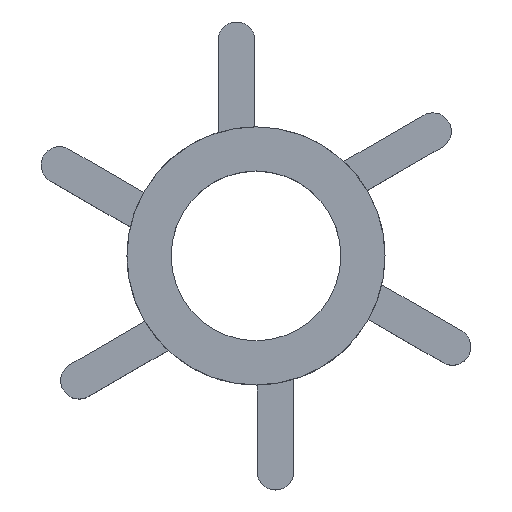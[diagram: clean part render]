
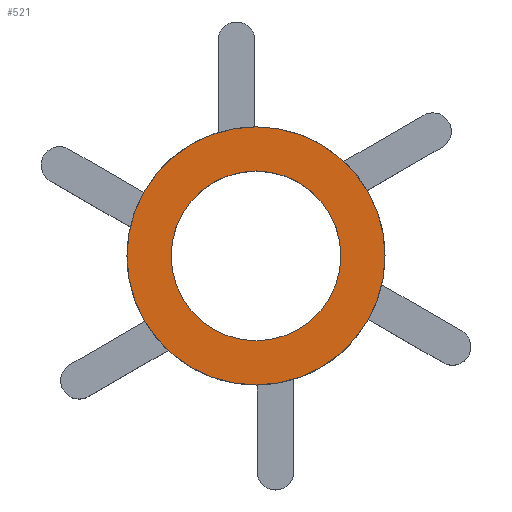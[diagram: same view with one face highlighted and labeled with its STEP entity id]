
A CAD part, top view. The second image highlights one B-rep face of the part: STEP entity #521.
In plain terms, the highlighted planar face has unit normal (0, 0, 1).
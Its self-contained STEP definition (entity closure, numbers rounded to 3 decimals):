
#14=FACE_BOUND('',#67,.T.);
#16=PLANE('',#579);
#38=FACE_OUTER_BOUND('',#66,.T.);
#66=EDGE_LOOP('',(#384));
#67=EDGE_LOOP('',(#385));
#194=CIRCLE('',#562,17.5);
#208=CIRCLE('',#577,11.511);
#222=VERTEX_POINT('',#783);
#248=VERTEX_POINT('',#837);
#274=EDGE_CURVE('',#222,#222,#194,.T.);
#301=EDGE_CURVE('',#248,#248,#208,.F.);
#384=ORIENTED_EDGE('',*,*,#274,.T.);
#385=ORIENTED_EDGE('',*,*,#301,.T.);
#521=ADVANCED_FACE('',(#38,#14),#16,.T.);
#562=AXIS2_PLACEMENT_3D('',#784,#621,#622);
#577=AXIS2_PLACEMENT_3D('',#838,#664,#665);
#579=AXIS2_PLACEMENT_3D('',#842,#669,#670);
#621=DIRECTION('center_axis',(0.,0.,1.));
#622=DIRECTION('ref_axis',(1.,0.,0.));
#664=DIRECTION('center_axis',(0.,0.,1.));
#665=DIRECTION('ref_axis',(1.,0.,0.));
#669=DIRECTION('center_axis',(0.,0.,1.));
#670=DIRECTION('ref_axis',(1.,0.,0.));
#783=CARTESIAN_POINT('',(-17.5,0.,15.));
#784=CARTESIAN_POINT('Origin',(0.,0.,15.));
#837=CARTESIAN_POINT('',(-11.511,0.,15.));
#838=CARTESIAN_POINT('Origin',(0.,0.,15.));
#842=CARTESIAN_POINT('Origin',(0.,0.,15.));
